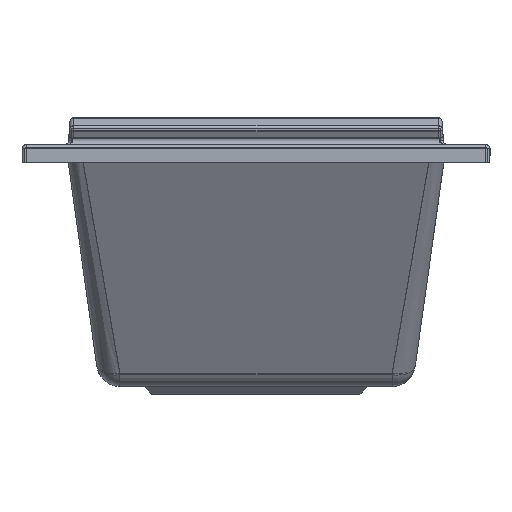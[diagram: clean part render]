
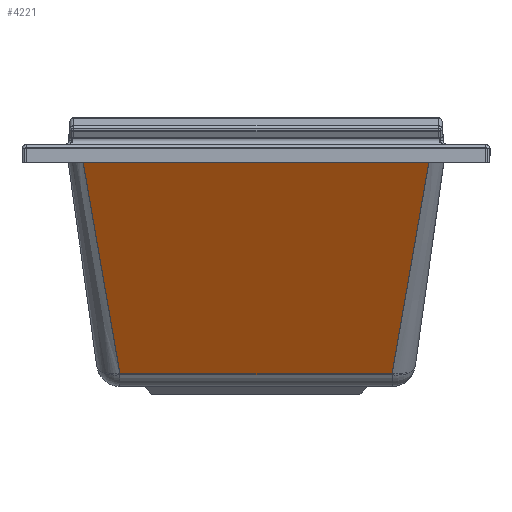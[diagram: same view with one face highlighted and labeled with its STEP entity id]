
A CAD part, left-side view. The second image highlights one B-rep face of the part: STEP entity #4221.
In plain terms, the highlighted planar face has unit normal (-0.866, 0, -0.5).
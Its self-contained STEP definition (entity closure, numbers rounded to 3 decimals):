
#1212=CARTESIAN_POINT('',(-825.143,-335.26,-18.413));
#1213=VERTEX_POINT('',#1212);
#1230=CARTESIAN_POINT('',(-580.296,-261.586,-442.501));
#1231=VERTEX_POINT('',#1230);
#1232=CARTESIAN_POINT('',(-825.143,-335.26,-18.413));
#1233=CARTESIAN_POINT('',(-811.264,-331.833,-42.452));
#1234=CARTESIAN_POINT('',(-797.39,-328.217,-66.482));
#1235=CARTESIAN_POINT('',(-783.591,-324.271,-90.383));
#1236=CARTESIAN_POINT('',(-764.344,-318.766,-123.72));
#1237=CARTESIAN_POINT('',(-745.171,-312.6,-156.929));
#1238=CARTESIAN_POINT('',(-726.037,-306.148,-190.07));
#1239=CARTESIAN_POINT('',(-704.814,-298.991,-226.829));
#1240=CARTESIAN_POINT('',(-683.588,-291.525,-263.593));
#1241=CARTESIAN_POINT('',(-662.341,-284.657,-300.394));
#1242=CARTESIAN_POINT('',(-646.564,-279.557,-327.721));
#1243=CARTESIAN_POINT('',(-630.755,-274.798,-355.103));
#1244=CARTESIAN_POINT('',(-614.897,-270.473,-382.569));
#1245=CARTESIAN_POINT('',(-603.389,-267.335,-402.502));
#1246=CARTESIAN_POINT('',(-591.853,-264.419,-422.482));
#1247=CARTESIAN_POINT('',(-580.296,-261.585,-442.5));
#1248=B_SPLINE_CURVE_WITH_KNOTS('',3,(#1232,#1233,#1234,#1235,#1236,#1237,#1238,#1239,#1240,#1241,#1242,#1243,#1244,#1245,#1246,#1247),.UNSPECIFIED.,.F.,.U.,(4,3,3,3,3,4),(1409.563,1554.325,1756.238,1980.195,2146.494,2267.177),.UNSPECIFIED.);
#1249=EDGE_CURVE('',#1213,#1231,#1248,.T.);
#4105=CARTESIAN_POINT('',(-834.33,0.,-2.5));
#4106=DIRECTION('',(-0.866,0.0,-0.5));
#4107=DIRECTION('',(-0.5,0.0,0.866));
#4108=AXIS2_PLACEMENT_3D('',#4105,#4106,#4107);
#4109=PLANE('',#4108);
#4110=CARTESIAN_POINT('',(-840.614,352.499,8.384));
#4111=VERTEX_POINT('',#4110);
#4112=CARTESIAN_POINT('',(-839.414,352.782,6.306));
#4113=VERTEX_POINT('',#4112);
#4114=CARTESIAN_POINT('',(-841.258,368.458,9.5));
#4115=DIRECTION('',(0.866,0.,0.5));
#4116=DIRECTION('',(0.5,0.,-0.866));
#4117=AXIS2_PLACEMENT_3D('',#4114,#4115,#4116);
#4118=ELLIPSE('',#4117,18.474,15.998);
#4119=EDGE_CURVE('',#4111,#4113,#4118,.T.);
#4120=ORIENTED_EDGE('',*,*,#4119,.T.);
#4121=CARTESIAN_POINT('',(-825.143,335.26,-18.413));
#4122=VERTEX_POINT('',#4121);
#4123=CARTESIAN_POINT('',(-825.143,335.26,-18.413));
#4124=CARTESIAN_POINT('',(-827.673,335.881,-14.031));
#4125=CARTESIAN_POINT('',(-830.226,337.406,-9.608));
#4126=CARTESIAN_POINT('',(-832.581,339.954,-5.529));
#4127=CARTESIAN_POINT('',(-833.754,341.222,-3.499));
#4128=CARTESIAN_POINT('',(-834.876,342.744,-1.554));
#4129=CARTESIAN_POINT('',(-835.909,344.519,0.235));
#4130=CARTESIAN_POINT('',(-837.275,346.865,2.601));
#4131=CARTESIAN_POINT('',(-838.484,349.671,4.694));
#4132=CARTESIAN_POINT('',(-839.414,352.782,6.305));
#4133=B_SPLINE_CURVE_WITH_KNOTS('',3,(#4123,#4124,#4125,#4126,#4127,#4128,#4129,#4130,#4131,#4132),.UNSPECIFIED.,.F.,.U.,(4,3,3,4),(550.22,569.596,579.242,591.995),.UNSPECIFIED.);
#4134=EDGE_CURVE('',#4122,#4113,#4133,.T.);
#4135=ORIENTED_EDGE('',*,*,#4134,.F.);
#4136=CARTESIAN_POINT('',(-580.295,261.587,-442.502));
#4137=VERTEX_POINT('',#4136);
#4138=CARTESIAN_POINT('',(-580.296,261.585,-442.5));
#4139=CARTESIAN_POINT('',(-595.715,265.365,-415.793));
#4140=CARTESIAN_POINT('',(-611.103,269.314,-389.141));
#4141=CARTESIAN_POINT('',(-626.439,273.695,-362.578));
#4142=CARTESIAN_POINT('',(-630.432,274.836,-355.663));
#4143=CARTESIAN_POINT('',(-634.421,276.003,-348.753));
#4144=CARTESIAN_POINT('',(-638.407,277.195,-341.848));
#4145=CARTESIAN_POINT('',(-658.697,283.266,-306.705));
#4146=CARTESIAN_POINT('',(-678.911,290.062,-271.695));
#4147=CARTESIAN_POINT('',(-699.114,296.97,-236.701));
#4148=CARTESIAN_POINT('',(-701.999,297.957,-231.704));
#4149=CARTESIAN_POINT('',(-704.884,298.945,-226.707));
#4150=CARTESIAN_POINT('',(-707.769,299.932,-221.709));
#4151=CARTESIAN_POINT('',(-726.997,306.51,-188.406));
#4152=CARTESIAN_POINT('',(-746.236,313.022,-155.083));
#4153=CARTESIAN_POINT('',(-765.546,318.928,-121.638));
#4154=CARTESIAN_POINT('',(-771.504,320.751,-111.317));
#4155=CARTESIAN_POINT('',(-777.47,322.519,-100.985));
#4156=CARTESIAN_POINT('',(-783.442,324.228,-90.641));
#4157=CARTESIAN_POINT('',(-797.292,328.192,-66.652));
#4158=CARTESIAN_POINT('',(-811.214,331.82,-42.539));
#4159=CARTESIAN_POINT('',(-825.143,335.26,-18.413));
#4160=B_SPLINE_CURVE_WITH_KNOTS('',3,(#4138,#4139,#4140,#4141,#4142,#4143,#4144,#4145,#4146,#4147,#4148,#4149,#4150,#4151,#4152,#4153,#4154,#4155,#4156,#4157,#4158,#4159),.UNSPECIFIED.,.F.,.U.,(4,3,3,3,3,3,3,4),(250.688,411.691,453.607,666.945,697.41,900.439,963.093,1108.391),.UNSPECIFIED.);
#4161=EDGE_CURVE('',#4137,#4122,#4160,.T.);
#4162=ORIENTED_EDGE('',*,*,#4161,.F.);
#4163=CARTESIAN_POINT('',(-580.296,261.586,-442.5));
#4164=DIRECTION('',(0.0,-1.0,0.0));
#4165=VECTOR('',#4164,523.172);
#4166=LINE('',#4163,#4165);
#4167=EDGE_CURVE('',#1231,#4137,#4166,.F.);
#4168=ORIENTED_EDGE('',*,*,#4167,.F.);
#4169=ORIENTED_EDGE('',*,*,#1249,.F.);
#4170=CARTESIAN_POINT('',(-839.414,-352.782,6.306));
#4171=VERTEX_POINT('',#4170);
#4172=CARTESIAN_POINT('',(-839.414,-352.782,6.306));
#4173=CARTESIAN_POINT('',(-839.378,-352.661,6.243));
#4174=CARTESIAN_POINT('',(-839.341,-352.54,6.18));
#4175=CARTESIAN_POINT('',(-839.304,-352.42,6.115));
#4176=CARTESIAN_POINT('',(-838.615,-350.183,4.922));
#4177=CARTESIAN_POINT('',(-837.783,-348.109,3.481));
#4178=CARTESIAN_POINT('',(-836.853,-346.262,1.87));
#4179=CARTESIAN_POINT('',(-835.126,-342.83,-1.122));
#4180=CARTESIAN_POINT('',(-833.072,-340.189,-4.68));
#4181=CARTESIAN_POINT('',(-830.915,-338.346,-8.415));
#4182=CARTESIAN_POINT('',(-829.043,-336.747,-11.657));
#4183=CARTESIAN_POINT('',(-827.087,-335.737,-15.045));
#4184=CARTESIAN_POINT('',(-825.143,-335.26,-18.413));
#4185=B_SPLINE_CURVE_WITH_KNOTS('',3,(#4172,#4173,#4174,#4175,#4176,#4177,#4178,#4179,#4180,#4181,#4182,#4183,#4184),.UNSPECIFIED.,.F.,.U.,(4,3,3,3,4),(2213.983,2214.479,2223.71,2240.865,2255.755),.UNSPECIFIED.);
#4186=EDGE_CURVE('',#4171,#1213,#4185,.T.);
#4187=ORIENTED_EDGE('',*,*,#4186,.F.);
#4188=CARTESIAN_POINT('',(-840.614,-352.499,8.384));
#4189=VERTEX_POINT('',#4188);
#4190=CARTESIAN_POINT('',(-841.259,-368.464,9.5));
#4191=DIRECTION('',(0.866,0.,0.5));
#4192=DIRECTION('',(0.5,0.,-0.866));
#4193=AXIS2_PLACEMENT_3D('',#4190,#4191,#4192);
#4194=ELLIPSE('',#4193,18.478,16.004);
#4195=EDGE_CURVE('',#4171,#4189,#4194,.T.);
#4196=ORIENTED_EDGE('',*,*,#4195,.T.);
#4197=CARTESIAN_POINT('',(-862.084,-349.899,45.572));
#4198=VERTEX_POINT('',#4197);
#4199=CARTESIAN_POINT('',(-862.084,-349.899,45.572));
#4200=DIRECTION('',(0.499,-0.06,-0.864));
#4201=VECTOR('',#4200,43.02);
#4202=LINE('',#4199,#4201);
#4203=EDGE_CURVE('',#4198,#4189,#4202,.T.);
#4204=ORIENTED_EDGE('',*,*,#4203,.F.);
#4205=CARTESIAN_POINT('',(-862.084,349.899,45.572));
#4206=VERTEX_POINT('',#4205);
#4207=CARTESIAN_POINT('',(-862.084,349.899,45.572));
#4208=DIRECTION('',(0.0,-1.0,0.0));
#4209=VECTOR('',#4208,699.797);
#4210=LINE('',#4207,#4209);
#4211=EDGE_CURVE('',#4198,#4206,#4210,.F.);
#4212=ORIENTED_EDGE('',*,*,#4211,.T.);
#4213=CARTESIAN_POINT('',(-862.084,349.899,45.572));
#4214=DIRECTION('',(0.499,0.06,-0.864));
#4215=VECTOR('',#4214,43.02);
#4216=LINE('',#4213,#4215);
#4217=EDGE_CURVE('',#4206,#4111,#4216,.T.);
#4218=ORIENTED_EDGE('',*,*,#4217,.T.);
#4219=EDGE_LOOP('',(#4120,#4135,#4162,#4168,#4169,#4187,#4196,#4204,#4212,#4218));
#4220=FACE_OUTER_BOUND('',#4219,.T.);
#4221=ADVANCED_FACE('',(#4220),#4109,.T.);
